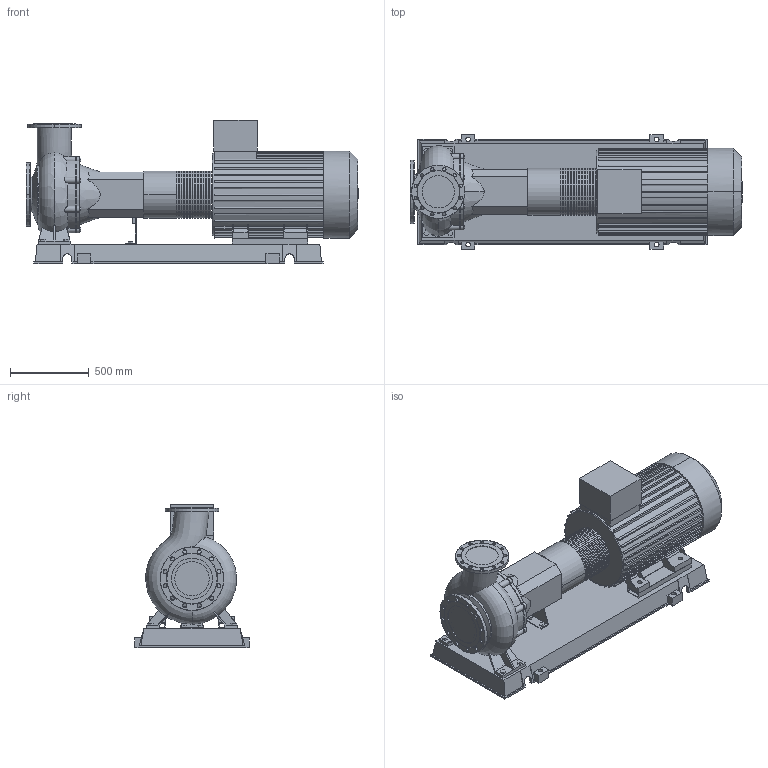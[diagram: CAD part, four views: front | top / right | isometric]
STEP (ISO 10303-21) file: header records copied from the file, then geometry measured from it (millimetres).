
FILE_DESCRIPTION((''),'2;1');
FILE_NAME('3d_NLG200_315-90_4-4452597.stp','2013-10-24T10:30:09',(''),(''),'Mechanical Desktop 2009','Mechanical Desktop 2009',', , ');
FILE_SCHEMA(('CONFIG_CONTROL_DESIGN'));
Length unit declared in the file: millimetre
Products named in the file (1): Product
Bounding box: 2112.5 x 730 x 910 mm (x, y, z)
Volume: 383487894.7 mm3; surface area: 10009087 mm2
Topology: 12 solids, 12 shells, 841 faces, 2215 edges, 1452 vertices
Faces by surface type: plane 390, cylinder 217, bspline 208, torus 14, cone 12
Entity records: 32001 total; most frequent: CARTESIAN_POINT 11220, ORIENTED_EDGE 4432, DIRECTION 4049, EDGE_CURVE 2216, VERTEX_POINT 1452, VECTOR 1393, LINE 1393, AXIS2_PLACEMENT_3D 1328
